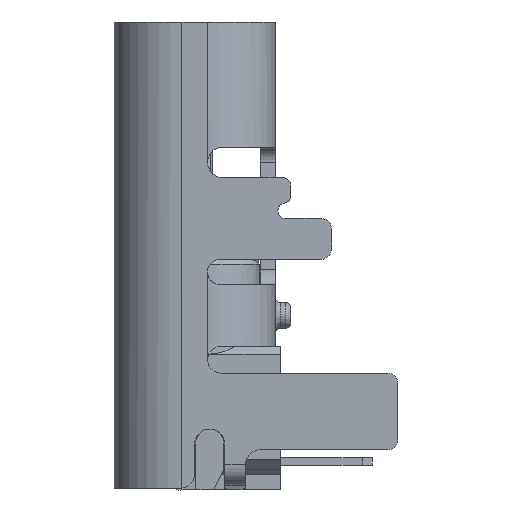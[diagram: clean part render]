
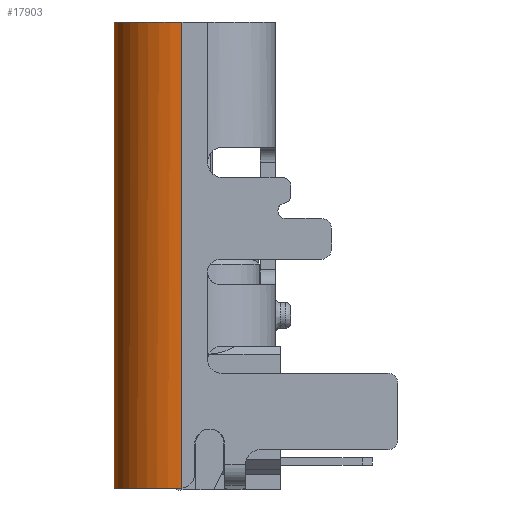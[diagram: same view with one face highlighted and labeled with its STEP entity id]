
A CAD part, left-side view. The second image highlights one B-rep face of the part: STEP entity #17903.
In plain terms, the highlighted cylindrical face has radius 1.33 mm (diameter 2.66 mm), a partial arc.
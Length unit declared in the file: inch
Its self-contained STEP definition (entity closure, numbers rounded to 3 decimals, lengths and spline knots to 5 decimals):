
#1245 = CARTESIAN_POINT ( 'NONE',  ( -0.04827, 0.27973, 0.09742 ) ) ;
#1748 = LINE ( 'NONE', #10545, #22175 ) ;
#3188 = VERTEX_POINT ( 'NONE', #7530 ) ;
#4559 = CARTESIAN_POINT ( 'NONE',  ( 0.00405, 0.27776, 0.45726 ) ) ;
#5871 = ORIENTED_EDGE ( 'NONE', *, *, #6837, .T. ) ;
#6093 = EDGE_CURVE ( 'NONE', #3188, #35346, #31597, .T. ) ;
#6138 = EDGE_CURVE ( 'NONE', #10708, #9177, #18107, .T. ) ;
#6223 = DIRECTION ( 'NONE',  ( 1., 0., 0. ) ) ;
#6348 = EDGE_CURVE ( 'NONE', #22194, #10708, #1748, .T. ) ;
#6654 = ORIENTED_EDGE ( 'NONE', *, *, #10307, .T. ) ;
#6837 = EDGE_CURVE ( 'NONE', #22194, #3188, #21624, .T. ) ;
#6965 = CARTESIAN_POINT ( 'NONE',  ( -0.04831, 0.27841, 0.09748 ) ) ;
#7530 = CARTESIAN_POINT ( 'NONE',  ( -0.04827, 0.27973, 0.09742 ) ) ;
#7680 = DIRECTION ( 'NONE',  ( 0., 0., 1. ) ) ;
#8799 = CARTESIAN_POINT ( 'NONE',  ( -0.04831, 0.27776, 0.45726 ) ) ;
#8941 = ORIENTED_EDGE ( 'NONE', *, *, #6348, .F. ) ;
#9177 = VERTEX_POINT ( 'NONE', #8799 ) ;
#10196 = DIRECTION ( 'NONE',  ( 0., 0., 1. ) ) ;
#10307 = EDGE_CURVE ( 'NONE', #35346, #9177, #31709, .T. ) ;
#10545 = CARTESIAN_POINT ( 'NONE',  ( 0.00405, 0.33012, 0.27734 ) ) ;
#10708 = VERTEX_POINT ( 'NONE', #26146 ) ;
#16011 = ORIENTED_EDGE ( 'NONE', *, *, #6138, .F. ) ;
#17903 = ADVANCED_FACE ( 'NONE', ( #25155 ), #36215, .T. ) ;
#18094 = CARTESIAN_POINT ( 'NONE',  ( -0.04831, 0.27776, 0.09023 ) ) ;
#18107 = CIRCLE ( 'NONE', #36307, 0.05236 ) ;
#18182 = VECTOR ( 'NONE', #23421, 39.37008 ) ;
#18306 = CARTESIAN_POINT ( 'NONE',  ( -0.0483, 0.27907, 0.09742 ) ) ;
#19282 = AXIS2_PLACEMENT_3D ( 'NONE', #28261, #22905, #6223 ) ;
#19623 = CARTESIAN_POINT ( 'NONE',  ( -0.04831, 0.27776, 0.09759 ) ) ;
#20499 = CARTESIAN_POINT ( 'NONE',  ( -0.04831, 0.27776, 0.09759 ) ) ;
#21582 = DIRECTION ( 'NONE',  ( 1., 0., 0. ) ) ;
#21624 = CIRCLE ( 'NONE', #19282, 0.05236 ) ;
#22175 = VECTOR ( 'NONE', #10196, 39.37008 ) ;
#22194 = VERTEX_POINT ( 'NONE', #35010 ) ;
#22905 = DIRECTION ( 'NONE',  ( 0., 0., 1. ) ) ;
#23421 = DIRECTION ( 'NONE',  ( 0., 0., 1. ) ) ;
#25155 = FACE_OUTER_BOUND ( 'NONE', #25302, .T. ) ;
#25302 = EDGE_LOOP ( 'NONE', ( #16011, #8941, #5871, #34541, #6654 ) ) ;
#26146 = CARTESIAN_POINT ( 'NONE',  ( 0.00405, 0.33012, 0.45726 ) ) ;
#27007 = AXIS2_PLACEMENT_3D ( 'NONE', #33093, #30500, #27926 ) ;
#27926 = DIRECTION ( 'NONE',  ( 1., 0., 0. ) ) ;
#28261 = CARTESIAN_POINT ( 'NONE',  ( 0.00405, 0.27776, 0.09742 ) ) ;
#30500 = DIRECTION ( 'NONE',  ( 0., 0., 1. ) ) ;
#31597 = B_SPLINE_CURVE_WITH_KNOTS ( 'NONE', 3,
 ( #1245, #18306, #6965, #20499 ),
 .UNSPECIFIED., .F., .F.,
 ( 4, 4 ),
 ( 0., 0.00005 ),
 .UNSPECIFIED. ) ;
#31709 = LINE ( 'NONE', #18094, #18182 ) ;
#33093 = CARTESIAN_POINT ( 'NONE',  ( 0.00405, 0.27776, 0.09023 ) ) ;
#34541 = ORIENTED_EDGE ( 'NONE', *, *, #6093, .T. ) ;
#35010 = CARTESIAN_POINT ( 'NONE',  ( 0.00405, 0.33012, 0.09742 ) ) ;
#35346 = VERTEX_POINT ( 'NONE', #19623 ) ;
#36215 = CYLINDRICAL_SURFACE ( 'NONE', #27007, 0.05236 ) ;
#36307 = AXIS2_PLACEMENT_3D ( 'NONE', #4559, #7680, #21582 ) ;
